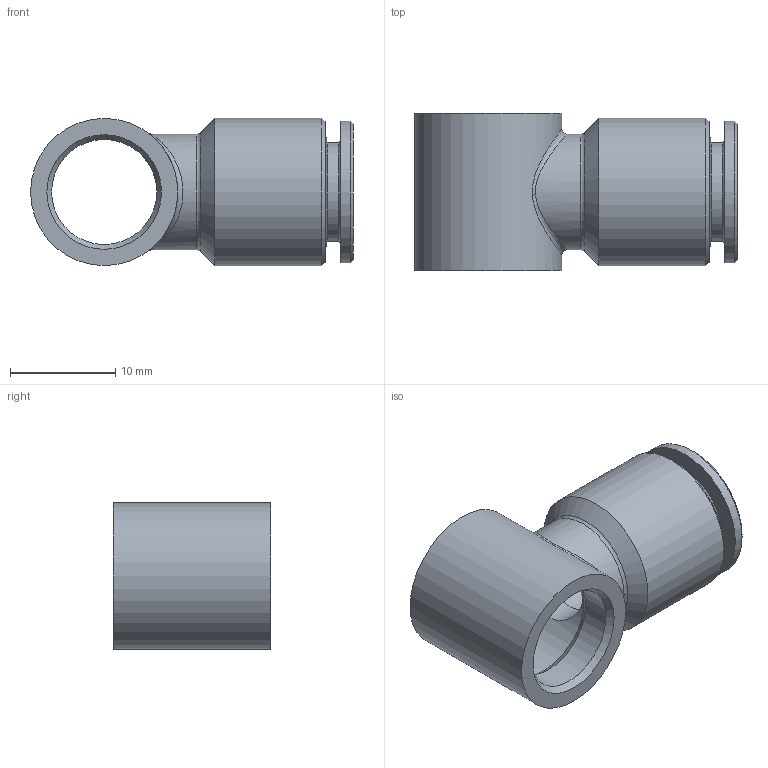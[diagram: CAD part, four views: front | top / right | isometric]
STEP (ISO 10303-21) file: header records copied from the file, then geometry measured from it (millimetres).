
FILE_DESCRIPTION(/* description */ ('STEP AP214'),/* implementation_level */ '2;1');
FILE_NAME(/* name */ 'A0250041',/* time_stamp */ '2023-04-21T13:29:49+02:00',/* author */ ('License CC BY-ND 4.0'),/* organization */ ('CADENAS'),/* preprocessor_version */ 'ST-DEVELOPER v19.3',/* originating_system */ 'PARTsolutions',/* authorisation */ ' ');
FILE_SCHEMA (('AUTOMOTIVE_DESIGN {1 0 10303 214 3 1 1}'));
Length unit declared in the file: millimetre
Products named in the file (2): A0250041; A0250041_PART1
Assembly tree (1 placements, depth 2):
  A0250041
    A0250041_PART1
Bounding box: 30.7 x 15 x 14 mm (x, y, z)
Volume: 2408.8 mm3; surface area: 2603.4 mm2
Topology: 1 solids, 1 shells, 29 faces, 61 edges, 37 vertices
Faces by surface type: cone 11, cylinder 10, plane 5, bspline 2, torus 1
Full cylindrical faces by diameter (mm): 6.5 x1, 8.15 x1, 9.4 x1, 10 x2, 10.9 x1, 11 x1, 13.5 x1, 14 x2
Entity records: 1120 total; most frequent: CARTESIAN_POINT 555, DIRECTION 114, ORIENTED_EDGE 70, EDGE_LOOP 58, FACE_BOUND 58, AXIS2_PLACEMENT_3D 57, EDGE_CURVE 35, VERTEX_POINT 33
